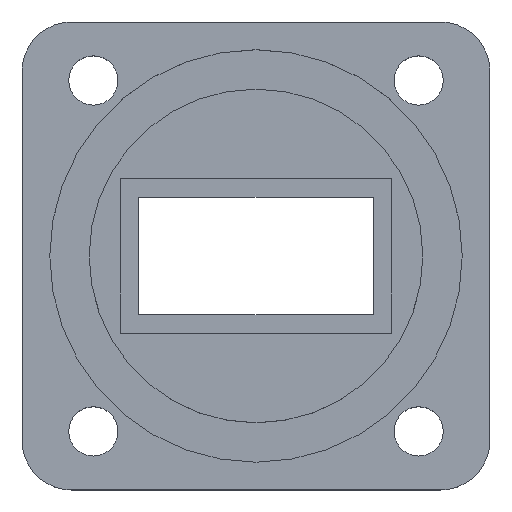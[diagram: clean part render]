
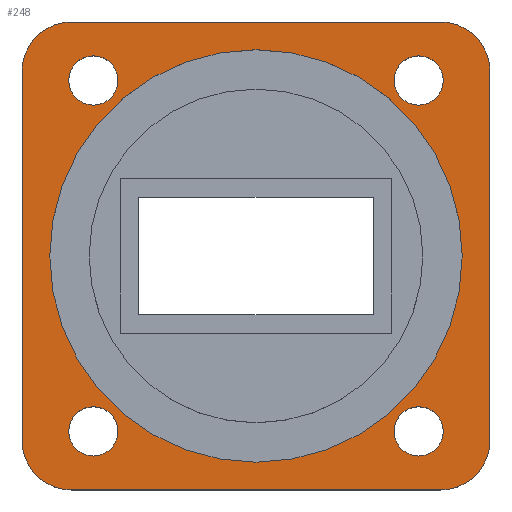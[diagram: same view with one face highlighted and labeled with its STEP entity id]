
A CAD part, top view. The second image highlights one B-rep face of the part: STEP entity #248.
In plain terms, the highlighted planar face has unit normal (0, 0, 1).
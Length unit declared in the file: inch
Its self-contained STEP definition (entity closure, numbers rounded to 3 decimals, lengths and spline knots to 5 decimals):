
#1 = CARTESIAN_POINT ( 'NONE',  ( 0., 0., 0. ) ) ;
#6 = CARTESIAN_POINT ( 'NONE',  ( 0.59882, 0.56102, 0. ) ) ;
#12 = ORIENTED_EDGE ( 'NONE', *, *, #589, .T. ) ;
#13 = ORIENTED_EDGE ( 'NONE', *, *, #603, .T. ) ;
#14 = EDGE_CURVE ( 'NONE', #399, #189, #75, .T. ) ;
#23 = CARTESIAN_POINT ( 'NONE',  ( 0.59055, -0.74803, 0. ) ) ;
#51 = ORIENTED_EDGE ( 'NONE', *, *, #52, .T. ) ;
#52 = EDGE_CURVE ( 'NONE', #189, #130, #624, .T. ) ;
#53 = CARTESIAN_POINT ( 'NONE',  ( 0.65945, 0., 0. ) ) ;
#55 = AXIS2_PLACEMENT_3D ( 'NONE', #1, #528, #302 ) ;
#59 = FACE_BOUND ( 'NONE', #639, .T. ) ;
#65 = VECTOR ( 'NONE', #629, 39.37008 ) ;
#72 = EDGE_LOOP ( 'NONE', ( #666 ) ) ;
#75 = CIRCLE ( 'NONE', #682, 0.15748 ) ;
#77 = CARTESIAN_POINT ( 'NONE',  ( -0.59055, -0.59055, 0. ) ) ;
#80 = VERTEX_POINT ( 'NONE', #510 ) ;
#82 = DIRECTION ( 'NONE',  ( 1., 0., 0. ) ) ;
#91 = EDGE_CURVE ( 'NONE', #179, #476, #701, .T. ) ;
#95 = LINE ( 'NONE', #273, #641 ) ;
#99 = CIRCLE ( 'NONE', #246, 0.15748 ) ;
#108 = AXIS2_PLACEMENT_3D ( 'NONE', #526, #773, #713 ) ;
#110 = EDGE_CURVE ( 'NONE', #80, #370, #343, .T. ) ;
#119 = EDGE_LOOP ( 'NONE', ( #233 ) ) ;
#123 = CIRCLE ( 'NONE', #108, 0.07874 ) ;
#124 = CIRCLE ( 'NONE', #670, 0.15748 ) ;
#129 = CARTESIAN_POINT ( 'NONE',  ( 0.52008, 0.56102, 0. ) ) ;
#130 = VERTEX_POINT ( 'NONE', #143 ) ;
#132 = CIRCLE ( 'NONE', #228, 0.07874 ) ;
#143 = CARTESIAN_POINT ( 'NONE',  ( -0.74803, -0.59055, 0. ) ) ;
#147 = CIRCLE ( 'NONE', #732, 0.15748 ) ;
#153 = CIRCLE ( 'NONE', #692, 0.07874 ) ;
#160 = VERTEX_POINT ( 'NONE', #53 ) ;
#163 = EDGE_CURVE ( 'NONE', #669, #669, #132, .T. ) ;
#170 = DIRECTION ( 'NONE',  ( 1., 0., 0. ) ) ;
#171 = VERTEX_POINT ( 'NONE', #6 ) ;
#179 = VERTEX_POINT ( 'NONE', #266 ) ;
#189 = VERTEX_POINT ( 'NONE', #508 ) ;
#215 = FACE_BOUND ( 'NONE', #438, .T. ) ;
#226 = ORIENTED_EDGE ( 'NONE', *, *, #110, .T. ) ;
#228 = AXIS2_PLACEMENT_3D ( 'NONE', #576, #291, #170 ) ;
#231 = ORIENTED_EDGE ( 'NONE', *, *, #91, .T. ) ;
#233 = ORIENTED_EDGE ( 'NONE', *, *, #235, .F. ) ;
#235 = EDGE_CURVE ( 'NONE', #727, #727, #123, .T. ) ;
#236 = CARTESIAN_POINT ( 'NONE',  ( 0.59882, -0.56102, 0. ) ) ;
#246 = AXIS2_PLACEMENT_3D ( 'NONE', #430, #494, #378 ) ;
#248 = ADVANCED_FACE ( 'NONE', ( #655, #59, #530, #777, #215, #580 ), #284, .F. ) ;
#256 = DIRECTION ( 'NONE',  ( 0., 1., 0. ) ) ;
#257 = DIRECTION ( 'NONE',  ( 1., 0., 0. ) ) ;
#266 = CARTESIAN_POINT ( 'NONE',  ( -0.59055, -0.74803, 0. ) ) ;
#272 = ORIENTED_EDGE ( 'NONE', *, *, #14, .T. ) ;
#273 = CARTESIAN_POINT ( 'NONE',  ( -0.74803, 0.74803, 0. ) ) ;
#275 = EDGE_CURVE ( 'NONE', #373, #399, #95, .T. ) ;
#278 = ORIENTED_EDGE ( 'NONE', *, *, #726, .T. ) ;
#284 = PLANE ( 'NONE',  #582 ) ;
#290 = DIRECTION ( 'NONE',  ( 0., 0., -1. ) ) ;
#291 = DIRECTION ( 'NONE',  ( 0., 0., 1. ) ) ;
#302 = DIRECTION ( 'NONE',  ( 1., 0., 0. ) ) ;
#309 = EDGE_LOOP ( 'NONE', ( #323 ) ) ;
#310 = EDGE_LOOP ( 'NONE', ( #497, #272, #51, #13, #231, #278, #226, #12 ) ) ;
#312 = DIRECTION ( 'NONE',  ( 0., 0., 1. ) ) ;
#323 = ORIENTED_EDGE ( 'NONE', *, *, #471, .F. ) ;
#336 = DIRECTION ( 'NONE',  ( 0., 0., 1. ) ) ;
#343 = LINE ( 'NONE', #739, #716 ) ;
#344 = DIRECTION ( 'NONE',  ( 1., 0., 0. ) ) ;
#347 = VERTEX_POINT ( 'NONE', #774 ) ;
#353 = CARTESIAN_POINT ( 'NONE',  ( 0.59055, 0.74803, 0. ) ) ;
#355 = ORIENTED_EDGE ( 'NONE', *, *, #163, .F. ) ;
#370 = VERTEX_POINT ( 'NONE', #602 ) ;
#373 = VERTEX_POINT ( 'NONE', #353 ) ;
#378 = DIRECTION ( 'NONE',  ( -1., 0., 0. ) ) ;
#385 = DIRECTION ( 'NONE',  ( 0., 0., 1. ) ) ;
#394 = AXIS2_PLACEMENT_3D ( 'NONE', #554, #312, #82 ) ;
#397 = EDGE_CURVE ( 'NONE', #160, #160, #612, .T. ) ;
#399 = VERTEX_POINT ( 'NONE', #469 ) ;
#403 = CARTESIAN_POINT ( 'NONE',  ( 0.59055, -0.59055, 0. ) ) ;
#430 = CARTESIAN_POINT ( 'NONE',  ( 0.59055, 0.59055, 0. ) ) ;
#438 = EDGE_LOOP ( 'NONE', ( #672 ) ) ;
#444 = CARTESIAN_POINT ( 'NONE',  ( -0.59055, 0.59055, 0. ) ) ;
#469 = CARTESIAN_POINT ( 'NONE',  ( -0.59055, 0.74803, 0. ) ) ;
#471 = EDGE_CURVE ( 'NONE', #171, #171, #153, .T. ) ;
#476 = VERTEX_POINT ( 'NONE', #23 ) ;
#494 = DIRECTION ( 'NONE',  ( 0., 0., 1. ) ) ;
#496 = DIRECTION ( 'NONE',  ( 0., 0., 1. ) ) ;
#497 = ORIENTED_EDGE ( 'NONE', *, *, #275, .T. ) ;
#508 = CARTESIAN_POINT ( 'NONE',  ( -0.74803, 0.59055, 0. ) ) ;
#510 = CARTESIAN_POINT ( 'NONE',  ( 0.74803, -0.59055, 0. ) ) ;
#526 = CARTESIAN_POINT ( 'NONE',  ( 0.52008, -0.56102, 0. ) ) ;
#528 = DIRECTION ( 'NONE',  ( 0., 0., 1. ) ) ;
#530 = FACE_BOUND ( 'NONE', #119, .T. ) ;
#554 = CARTESIAN_POINT ( 'NONE',  ( -0.52008, 0.56102, 0. ) ) ;
#564 = CARTESIAN_POINT ( 'NONE',  ( -0.74803, -0.74803, 0. ) ) ;
#574 = EDGE_CURVE ( 'NONE', #347, #347, #717, .T. ) ;
#576 = CARTESIAN_POINT ( 'NONE',  ( -0.52008, -0.56102, 0. ) ) ;
#580 = FACE_OUTER_BOUND ( 'NONE', #310, .T. ) ;
#582 = AXIS2_PLACEMENT_3D ( 'NONE', #593, #290, #640 ) ;
#589 = EDGE_CURVE ( 'NONE', #370, #373, #99, .T. ) ;
#593 = CARTESIAN_POINT ( 'NONE',  ( 0., 0., 0. ) ) ;
#596 = CARTESIAN_POINT ( 'NONE',  ( -0.44134, -0.56102, 0. ) ) ;
#602 = CARTESIAN_POINT ( 'NONE',  ( 0.74803, 0.59055, 0. ) ) ;
#603 = EDGE_CURVE ( 'NONE', #130, #179, #147, .T. ) ;
#612 = CIRCLE ( 'NONE', #55, 0.65945 ) ;
#624 = LINE ( 'NONE', #564, #65 ) ;
#626 = VECTOR ( 'NONE', #344, 39.37008 ) ;
#629 = DIRECTION ( 'NONE',  ( 0., -1., 0. ) ) ;
#630 = DIRECTION ( 'NONE',  ( -1., 0., 0. ) ) ;
#639 = EDGE_LOOP ( 'NONE', ( #355 ) ) ;
#640 = DIRECTION ( 'NONE',  ( -1., 0., 0. ) ) ;
#641 = VECTOR ( 'NONE', #763, 39.37008 ) ;
#642 = CARTESIAN_POINT ( 'NONE',  ( -0.74803, -0.74803, 0. ) ) ;
#655 = FACE_BOUND ( 'NONE', #72, .T. ) ;
#666 = ORIENTED_EDGE ( 'NONE', *, *, #397, .F. ) ;
#669 = VERTEX_POINT ( 'NONE', #596 ) ;
#670 = AXIS2_PLACEMENT_3D ( 'NONE', #403, #336, #754 ) ;
#672 = ORIENTED_EDGE ( 'NONE', *, *, #574, .F. ) ;
#682 = AXIS2_PLACEMENT_3D ( 'NONE', #444, #686, #630 ) ;
#686 = DIRECTION ( 'NONE',  ( 0., 0., 1. ) ) ;
#692 = AXIS2_PLACEMENT_3D ( 'NONE', #129, #385, #257 ) ;
#701 = LINE ( 'NONE', #642, #626 ) ;
#713 = DIRECTION ( 'NONE',  ( 1., 0., 0. ) ) ;
#716 = VECTOR ( 'NONE', #256, 39.37008 ) ;
#717 = CIRCLE ( 'NONE', #394, 0.07874 ) ;
#726 = EDGE_CURVE ( 'NONE', #476, #80, #124, .T. ) ;
#727 = VERTEX_POINT ( 'NONE', #236 ) ;
#732 = AXIS2_PLACEMENT_3D ( 'NONE', #77, #496, #740 ) ;
#739 = CARTESIAN_POINT ( 'NONE',  ( 0.74803, -0.74803, 0. ) ) ;
#740 = DIRECTION ( 'NONE',  ( -1., 0., 0. ) ) ;
#754 = DIRECTION ( 'NONE',  ( -1., 0., 0. ) ) ;
#763 = DIRECTION ( 'NONE',  ( -1., 0., 0. ) ) ;
#773 = DIRECTION ( 'NONE',  ( 0., 0., 1. ) ) ;
#774 = CARTESIAN_POINT ( 'NONE',  ( -0.44134, 0.56102, 0. ) ) ;
#777 = FACE_BOUND ( 'NONE', #309, .T. ) ;
